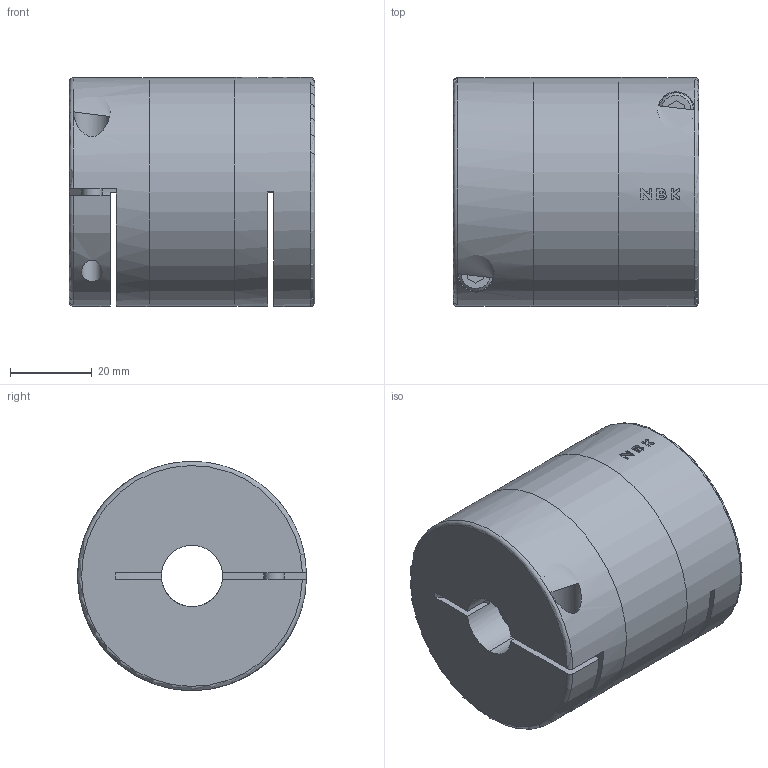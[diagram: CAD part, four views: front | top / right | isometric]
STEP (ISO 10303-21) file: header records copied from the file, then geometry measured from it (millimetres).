
FILE_DESCRIPTION(/* description */ ('STEP AP214'),/* implementation_level */ '2;1');
FILE_NAME(/* name */ 'XGT2-56C-15-15',/* time_stamp */ '2024-06-05T08:28:30+02:00',/* author */ ('License CC BY-ND 4.0'),/* organization */ ('CADENAS'),/* preprocessor_version */ 'ST-DEVELOPER v19.3',/* originating_system */ 'PARTsolutions',/* authorisation */ ' ');
FILE_SCHEMA (('AUTOMOTIVE_DESIGN {1 0 10303 214 3 1 1}'));
Length unit declared in the file: millimetre
Products named in the file (4): XGT2-56C-15-15; XGT2-56C - 15-15 - Hub 1; XGT2-56C - 15-15 - Anti-Vibration Rubber; XGT2-56C - 15-15 - Hub 2
Assembly tree (3 placements, depth 2):
  XGT2-56C-15-15
    XGT2-56C - 15-15 - Hub 1
    XGT2-56C - 15-15 - Anti-Vibration Rubber
    XGT2-56C - 15-15 - Hub 2
Bounding box: 60 x 56 x 56 mm (x, y, z)
Volume: 130631.9 mm3; surface area: 33739 mm2
Topology: 3 solids, 3 shells, 115 faces, 298 edges, 197 vertices
Faces by surface type: plane 77, cylinder 32, cone 4, torus 2
Full cylindrical faces by diameter (mm): 5 x4, 5.5 x2, 8.5 x2, 9 x2, 15 x2, 16 x1, 56 x3
Entity records: 3360 total; most frequent: CARTESIAN_POINT 671, DIRECTION 538, ORIENTED_EDGE 500, EDGE_CURVE 250, AXIS2_PLACEMENT_3D 191, VERTEX_POINT 176, LINE 156, VECTOR 156
